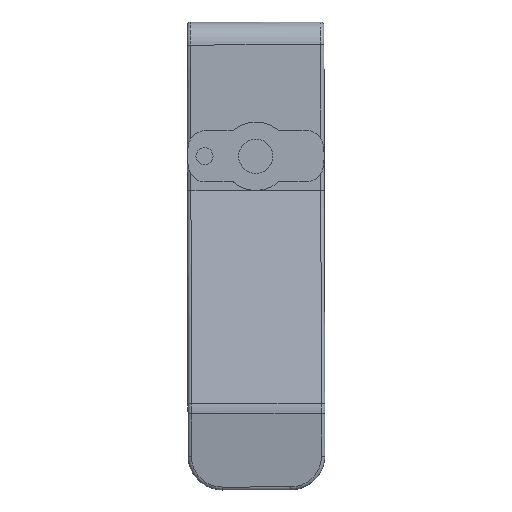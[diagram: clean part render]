
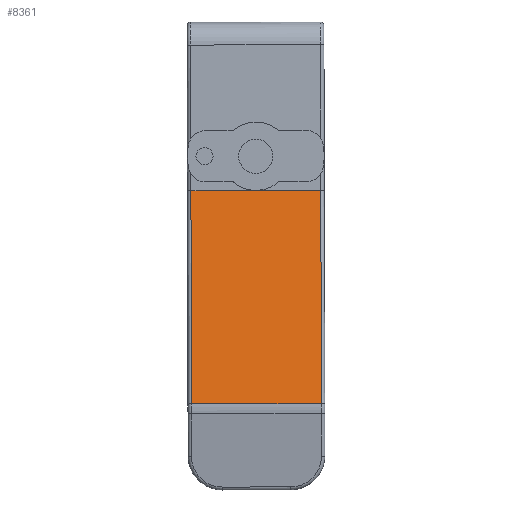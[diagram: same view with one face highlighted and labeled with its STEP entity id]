
A CAD part, top view. The second image highlights one B-rep face of the part: STEP entity #8361.
In plain terms, the highlighted planar face has unit normal (0, 0.151, 0.989).
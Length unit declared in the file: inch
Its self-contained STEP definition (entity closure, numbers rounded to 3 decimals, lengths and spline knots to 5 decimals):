
#1485=FACE_OUTER_BOUND('',#1961,.T.);
#1961=EDGE_LOOP('',(#7757,#7758,#7759,#7760));
#2529=LINE('',#17073,#3129);
#2537=LINE('',#17121,#3137);
#2565=LINE('',#17250,#3165);
#2566=LINE('',#17252,#3166);
#3129=VECTOR('',#9480,0.3937);
#3137=VECTOR('',#9536,0.3937);
#3165=VECTOR('',#9678,0.3937);
#3166=VECTOR('',#9681,0.3937);
#3956=VERTEX_POINT('',#17065);
#3958=VERTEX_POINT('',#17071);
#3972=VERTEX_POINT('',#17113);
#3974=VERTEX_POINT('',#17119);
#5181=EDGE_CURVE('',#3958,#3956,#2529,.T.);
#5205=EDGE_CURVE('',#3974,#3972,#2537,.T.);
#5265=EDGE_CURVE('',#3974,#3956,#2565,.T.);
#5266=EDGE_CURVE('',#3972,#3958,#2566,.T.);
#7757=ORIENTED_EDGE('',*,*,#5205,.F.);
#7758=ORIENTED_EDGE('',*,*,#5265,.T.);
#7759=ORIENTED_EDGE('',*,*,#5181,.F.);
#7760=ORIENTED_EDGE('',*,*,#5266,.F.);
#7911=PLANE('',#8612);
#8361=ADVANCED_FACE('',(#1485),#7911,.T.);
#8612=AXIS2_PLACEMENT_3D('',#17251,#9679,#9680);
#9480=DIRECTION('',(-0.002,0.988,-0.151));
#9536=DIRECTION('',(0.002,-0.988,0.151));
#9678=DIRECTION('',(-1.,-0.002,0.));
#9679=DIRECTION('center_axis',(0.,0.151,
0.988));
#9680=DIRECTION('ref_axis',(-0.002,0.988,-0.151));
#9681=DIRECTION('',(-1.,-0.002,0.));
#17065=CARTESIAN_POINT('',(1.05751,-2.69296,-0.45874));
#17071=CARTESIAN_POINT('',(1.06319,-5.30212,-0.05914));
#17073=CARTESIAN_POINT('',(1.06201,-4.75766,-0.14252));
#17113=CARTESIAN_POINT('',(2.01319,-5.30005,-0.05914));
#17119=CARTESIAN_POINT('',(2.00751,-2.69089,-0.45874));
#17121=CARTESIAN_POINT('',(2.012,-4.75559,-0.14252));
#17250=CARTESIAN_POINT('',(2.03251,-2.69083,-0.45874));
#17251=CARTESIAN_POINT('Origin',(2.03819,-5.3,-0.05914));
#17252=CARTESIAN_POINT('',(2.03819,-5.3,-0.05914));
